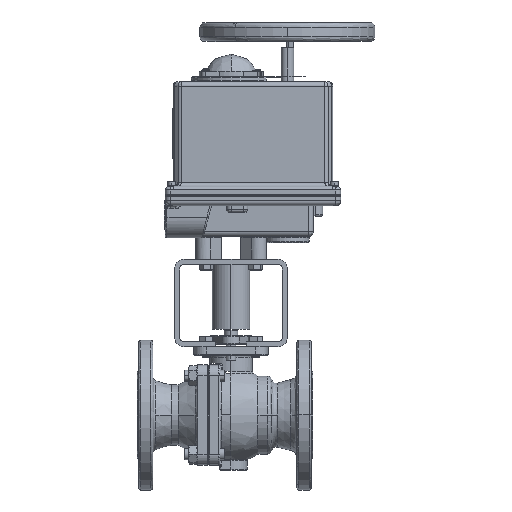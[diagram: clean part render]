
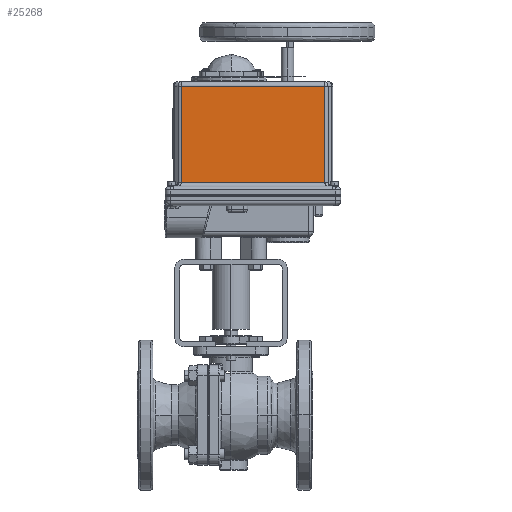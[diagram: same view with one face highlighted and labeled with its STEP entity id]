
A CAD part, top view. The second image highlights one B-rep face of the part: STEP entity #25268.
In plain terms, the highlighted planar face has unit normal (0, 0, 1).
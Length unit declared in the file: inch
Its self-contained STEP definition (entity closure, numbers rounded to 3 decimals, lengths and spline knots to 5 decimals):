
#1295 = DIRECTION ( 'NONE',  ( 0., 1., 0. ) ) ;
#1432 = FACE_OUTER_BOUND ( 'NONE', #24018, .T. ) ;
#1996 = DIRECTION ( 'NONE',  ( 0., 0., -1. ) ) ;
#4087 = ORIENTED_EDGE ( 'NONE', *, *, #20019, .F. ) ;
#4129 = CARTESIAN_POINT ( 'NONE',  ( 3.7426, 13.12602, 4.30973 ) ) ;
#5965 = CARTESIAN_POINT ( 'NONE',  ( 3.7426, 13.31352, 4.30973 ) ) ;
#6926 = DIRECTION ( 'NONE',  ( 1., 0., 0. ) ) ;
#7560 = EDGE_CURVE ( 'NONE', #18793, #24980, #50433, .T. ) ;
#9996 = CARTESIAN_POINT ( 'NONE',  ( 3.7426, 9.28352, 4.30973 ) ) ;
#10271 = LINE ( 'NONE', #40463, #52706 ) ;
#12887 = ORIENTED_EDGE ( 'NONE', *, *, #32117, .F. ) ;
#15848 = LINE ( 'NONE', #50562, #47364 ) ;
#18793 = VERTEX_POINT ( 'NONE', #43715 ) ;
#20019 = EDGE_CURVE ( 'NONE', #22447, #24980, #32715, .T. ) ;
#21381 = EDGE_CURVE ( 'NONE', #18793, #49868, #15848, .T. ) ;
#21765 = VECTOR ( 'NONE', #47142, 39.37008 ) ;
#22447 = VERTEX_POINT ( 'NONE', #4129 ) ;
#22559 = PLANE ( 'NONE',  #39351 ) ;
#24018 = EDGE_LOOP ( 'NONE', ( #40294, #51533, #4087, #12887 ) ) ;
#24980 = VERTEX_POINT ( 'NONE', #9996 ) ;
#25268 = ADVANCED_FACE ( 'NONE', ( #1432 ), #22559, .F. ) ;
#26704 = CARTESIAN_POINT ( 'NONE',  ( -2.30973, 13.31352, 4.30973 ) ) ;
#26905 = CARTESIAN_POINT ( 'NONE',  ( -1.98207, 13.12602, 4.30973 ) ) ;
#29949 = VECTOR ( 'NONE', #6926, 39.37008 ) ;
#30853 = DIRECTION ( 'NONE',  ( -1., 0., 0. ) ) ;
#31622 = CARTESIAN_POINT ( 'NONE',  ( -2.30973, 9.28352, 4.30973 ) ) ;
#32117 = EDGE_CURVE ( 'NONE', #49868, #22447, #10271, .T. ) ;
#32715 = LINE ( 'NONE', #5965, #21765 ) ;
#36498 = DIRECTION ( 'NONE',  ( 1., 0., 0. ) ) ;
#39351 = AXIS2_PLACEMENT_3D ( 'NONE', #26704, #1996, #30853 ) ;
#40294 = ORIENTED_EDGE ( 'NONE', *, *, #21381, .F. ) ;
#40463 = CARTESIAN_POINT ( 'NONE',  ( -2.30973, 13.12602, 4.30973 ) ) ;
#43715 = CARTESIAN_POINT ( 'NONE',  ( -1.98207, 9.28352, 4.30973 ) ) ;
#47142 = DIRECTION ( 'NONE',  ( 0., -1., 0. ) ) ;
#47364 = VECTOR ( 'NONE', #1295, 39.37008 ) ;
#49868 = VERTEX_POINT ( 'NONE', #26905 ) ;
#50433 = LINE ( 'NONE', #31622, #29949 ) ;
#50562 = CARTESIAN_POINT ( 'NONE',  ( -1.98207, 13.31352, 4.30973 ) ) ;
#51533 = ORIENTED_EDGE ( 'NONE', *, *, #7560, .T. ) ;
#52706 = VECTOR ( 'NONE', #36498, 39.37008 ) ;
